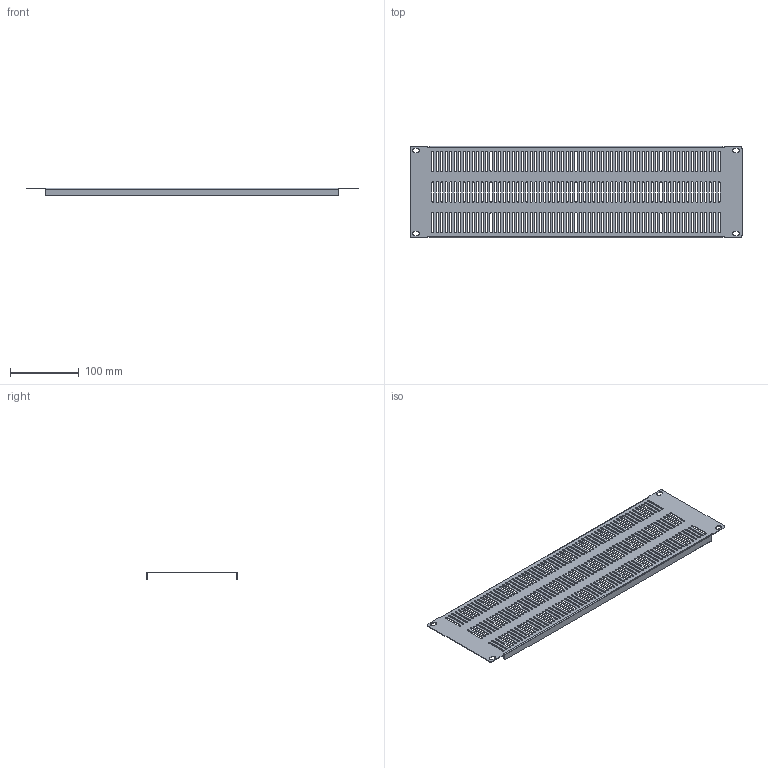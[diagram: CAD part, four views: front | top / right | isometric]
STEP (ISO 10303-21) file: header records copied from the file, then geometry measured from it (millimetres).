
FILE_DESCRIPTION (( 'STEP AP214' ), '1' );
FILE_NAME ('LC-SWMD3UPNLB-W_LC_3D.step', '2023-06-23T21:33:14', ( '' ), ( '' ), 'SwSTEP 2.0', 'SolidWorks 2022', '' );
FILE_SCHEMA (( 'AUTOMOTIVE_DESIGN' ));
Length unit declared in the file: millimetre
Products named in the file (1): LC-SWMD3UPNLB-W_LC_3D
Bounding box: 482.5 x 132.5 x 11 mm (x, y, z)
Volume: 54672.8 mm3; surface area: 123098.7 mm2
Topology: 1 solids, 1 shells, 842 faces, 2504 edges, 1664 vertices
Faces by surface type: plane 424, cylinder 418
Entity records: 29266 total; most frequent: DIRECTION 5026, CARTESIAN_POINT 5011, ORIENTED_EDGE 5008, EDGE_CURVE 2504, AXIS2_PLACEMENT_3D 1679, LINE 1668, VECTOR 1668, VERTEX_POINT 1664
